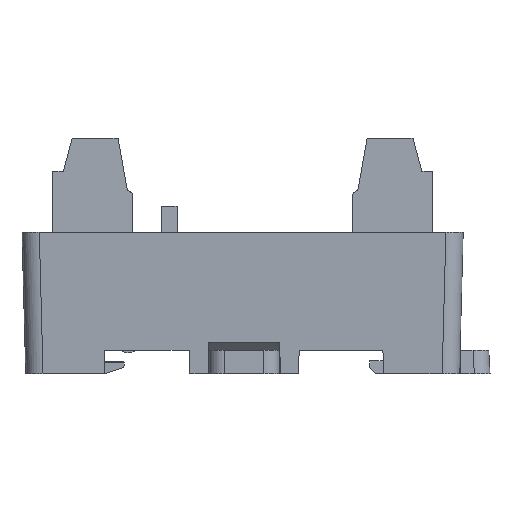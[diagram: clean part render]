
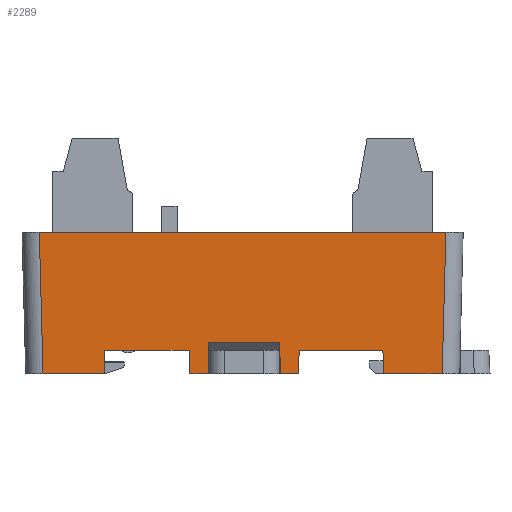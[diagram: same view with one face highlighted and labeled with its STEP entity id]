
A CAD part, left-side view. The second image highlights one B-rep face of the part: STEP entity #2289.
In plain terms, the highlighted planar face has unit normal (-1, 0, -0.026).
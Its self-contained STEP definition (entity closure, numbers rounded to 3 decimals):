
#1670=FACE_OUTER_BOUND('',#3845,.T.);
#2289=ADVANCED_FACE('',(#1670),#2960,.T.);
#2960=PLANE('',#13747);
#3845=EDGE_LOOP('',(#5077,#5078,#5079,#5080,#5081,#5082,#5083,#5084,#5085,
#5086,#5087,#5088,#5089,#5090,#5091,#5092));
#5077=ORIENTED_EDGE('',*,*,#9584,.T.);
#5078=ORIENTED_EDGE('',*,*,#9475,.T.);
#5079=ORIENTED_EDGE('',*,*,#9533,.T.);
#5080=ORIENTED_EDGE('',*,*,#9524,.T.);
#5081=ORIENTED_EDGE('',*,*,#9585,.T.);
#5082=ORIENTED_EDGE('',*,*,#9501,.T.);
#5083=ORIENTED_EDGE('',*,*,#9586,.T.);
#5084=ORIENTED_EDGE('',*,*,#9492,.T.);
#5085=ORIENTED_EDGE('',*,*,#9578,.F.);
#5086=ORIENTED_EDGE('',*,*,#9451,.T.);
#5087=ORIENTED_EDGE('',*,*,#9587,.F.);
#5088=ORIENTED_EDGE('',*,*,#9588,.F.);
#5089=ORIENTED_EDGE('',*,*,#9589,.T.);
#5090=ORIENTED_EDGE('',*,*,#9590,.F.);
#5091=ORIENTED_EDGE('',*,*,#9591,.T.);
#5092=ORIENTED_EDGE('',*,*,#9592,.F.);
#8251=VERTEX_POINT('',#18371);
#8252=VERTEX_POINT('',#18373);
#8275=VERTEX_POINT('',#18420);
#8276=VERTEX_POINT('',#18422);
#8289=VERTEX_POINT('',#18453);
#8290=VERTEX_POINT('',#18455);
#8293=VERTEX_POINT('',#18463);
#8296=VERTEX_POINT('',#18470);
#8313=VERTEX_POINT('',#18516);
#8314=VERTEX_POINT('',#18517);
#8347=VERTEX_POINT('',#18628);
#8348=VERTEX_POINT('',#18632);
#8349=VERTEX_POINT('',#18634);
#8350=VERTEX_POINT('',#18636);
#8351=VERTEX_POINT('',#18638);
#8352=VERTEX_POINT('',#18640);
#9451=EDGE_CURVE('',#8252,#8251,#11139,.T.);
#9475=EDGE_CURVE('',#8276,#8275,#11163,.T.);
#9492=EDGE_CURVE('',#8290,#8289,#11180,.T.);
#9501=EDGE_CURVE('',#8293,#8296,#11183,.T.);
#9524=EDGE_CURVE('',#8313,#8314,#11206,.T.);
#9533=EDGE_CURVE('',#8275,#8313,#11214,.T.);
#9578=EDGE_CURVE('',#8252,#8289,#11258,.T.);
#9584=EDGE_CURVE('',#8347,#8276,#11264,.T.);
#9585=EDGE_CURVE('',#8314,#8293,#11265,.T.);
#9586=EDGE_CURVE('',#8296,#8290,#11266,.T.);
#9587=EDGE_CURVE('',#8348,#8251,#11267,.T.);
#9588=EDGE_CURVE('',#8349,#8348,#11268,.T.);
#9589=EDGE_CURVE('',#8349,#8350,#11269,.T.);
#9590=EDGE_CURVE('',#8351,#8350,#11270,.T.);
#9591=EDGE_CURVE('',#8351,#8352,#11271,.T.);
#9592=EDGE_CURVE('',#8347,#8352,#11272,.T.);
#11139=LINE('',#18372,#12498);
#11163=LINE('',#18421,#12522);
#11180=LINE('',#18454,#12539);
#11183=LINE('',#18471,#12542);
#11206=LINE('',#18515,#12565);
#11214=LINE('',#18531,#12573);
#11258=LINE('',#18617,#12617);
#11264=LINE('',#18627,#12623);
#11265=LINE('',#18629,#12624);
#11266=LINE('',#18630,#12625);
#11267=LINE('',#18631,#12626);
#11268=LINE('',#18633,#12627);
#11269=LINE('',#18635,#12628);
#11270=LINE('',#18637,#12629);
#11271=LINE('',#18639,#12630);
#11272=LINE('',#18641,#12631);
#12498=VECTOR('',#14820,1.);
#12522=VECTOR('',#14846,1.);
#12539=VECTOR('',#14867,1.);
#12542=VECTOR('',#14884,1.);
#12565=VECTOR('',#14917,1.);
#12573=VECTOR('',#14929,1.);
#12617=VECTOR('',#15001,1.);
#12623=VECTOR('',#15015,1.);
#12624=VECTOR('',#15016,1.);
#12625=VECTOR('',#15017,1.);
#12626=VECTOR('',#15018,1.);
#12627=VECTOR('',#15019,1.);
#12628=VECTOR('',#15020,1.);
#12629=VECTOR('',#15021,1.);
#12630=VECTOR('',#15022,1.);
#12631=VECTOR('',#15023,1.);
#13747=AXIS2_PLACEMENT_3D('',#18642,#15024,#15025);
#14820=DIRECTION('',(0.,-1.,0.));
#14846=DIRECTION('',(0.,-1.,0.));
#14867=DIRECTION('',(0.,-1.,0.));
#14884=DIRECTION('',(0.,1.,0.));
#14917=DIRECTION('',(0.,-1.,0.));
#14929=DIRECTION('',(0.026,-0.017,-1.));
#15001=DIRECTION('',(0.026,0.017,-1.));
#15015=DIRECTION('',(-0.026,-0.035,0.999));
#15016=DIRECTION('',(-0.026,-0.026,0.999));
#15017=DIRECTION('',(0.026,-0.026,-0.999));
#15018=DIRECTION('',(-0.026,0.035,0.999));
#15019=DIRECTION('',(0.,1.,0.));
#15020=DIRECTION('',(-0.026,-0.009,1.));
#15021=DIRECTION('',(0.,1.,0.));
#15022=DIRECTION('',(0.026,-0.009,-1.));
#15023=DIRECTION('',(0.,1.,0.));
#15024=DIRECTION('',(-1.,0.,-0.026));
#15025=DIRECTION('',(-0.026,0.,1.));
#18371=CARTESIAN_POINT('',(-17.057,34.85,-15.));
#18372=CARTESIAN_POINT('',(-17.057,27.85,-15.));
#18373=CARTESIAN_POINT('',(-17.057,45.6,-15.));
#18420=CARTESIAN_POINT('',(-17.057,10.2,-15.));
#18421=CARTESIAN_POINT('',(-17.057,27.85,-15.));
#18422=CARTESIAN_POINT('',(-17.057,20.85,-15.));
#18453=CARTESIAN_POINT('',(-16.979,45.652,-18.));
#18454=CARTESIAN_POINT('',(-16.979,28.35,-18.));
#18455=CARTESIAN_POINT('',(-16.979,53.429,-18.));
#18463=CARTESIAN_POINT('',(-17.45,2.199,0.));
#18470=CARTESIAN_POINT('',(-17.45,53.901,0.));
#18471=CARTESIAN_POINT('',(-17.45,28.35,0.));
#18515=CARTESIAN_POINT('',(-16.979,27.85,-18.));
#18516=CARTESIAN_POINT('',(-16.979,10.148,-18.));
#18517=CARTESIAN_POINT('',(-16.979,2.671,-18.));
#18531=CARTESIAN_POINT('',(-17.458,10.467,0.309));
#18617=CARTESIAN_POINT('',(-17.026,45.621,-16.204));
#18627=CARTESIAN_POINT('',(-17.443,20.336,-0.282));
#18628=CARTESIAN_POINT('',(-16.979,20.955,-18.));
#18629=CARTESIAN_POINT('',(-17.433,2.217,-0.66));
#18630=CARTESIAN_POINT('',(-17.433,53.884,-0.66));
#18631=CARTESIAN_POINT('',(-17.026,34.808,-16.202));
#18632=CARTESIAN_POINT('',(-16.979,34.745,-18.));
#18633=CARTESIAN_POINT('',(-16.979,27.85,-18.));
#18634=CARTESIAN_POINT('',(-16.979,32.426,-18.));
#18635=CARTESIAN_POINT('',(-17.026,32.411,-16.204));
#18636=CARTESIAN_POINT('',(-17.083,32.391,-14.));
#18637=CARTESIAN_POINT('',(-17.083,28.35,-14.));
#18638=CARTESIAN_POINT('',(-17.083,23.309,-14.));
#18639=CARTESIAN_POINT('',(-17.026,23.29,-16.204));
#18640=CARTESIAN_POINT('',(-16.979,23.274,-18.));
#18641=CARTESIAN_POINT('',(-16.979,27.85,-18.));
#18642=CARTESIAN_POINT('',(-17.45,28.35,-0.003));
